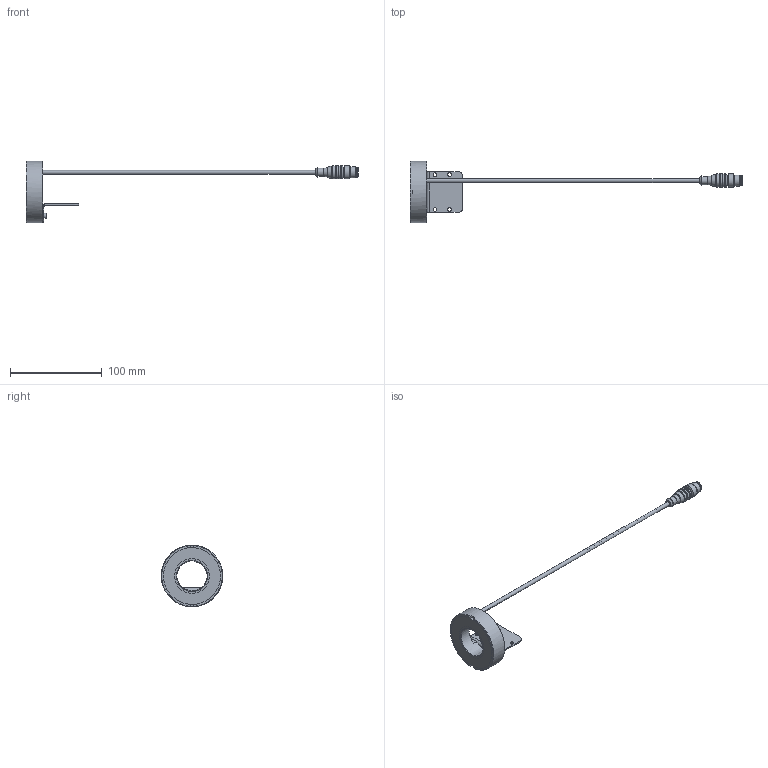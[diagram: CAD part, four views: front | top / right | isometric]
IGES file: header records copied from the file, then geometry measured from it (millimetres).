
Global section: file name: BEK-R33-ExT-K-BS; native system: Autodesk Inventor 2017; preprocessor: unknown; author: S. Sandt; organization: di-soric GmbH & Co. KG; date: 20170601.091656; units: millimetre
Bounding box: 361.75 x 67 x 66.94 mm (x, y, z)
Volume: 47027.8 mm3; surface area: 31107.7 mm2
Topology: 1 solids, 7 shells, 220 faces, 533 edges, 349 vertices
Faces by surface type: bspline 220
